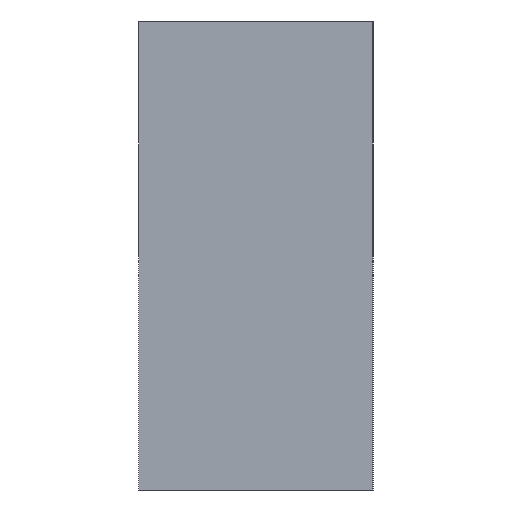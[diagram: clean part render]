
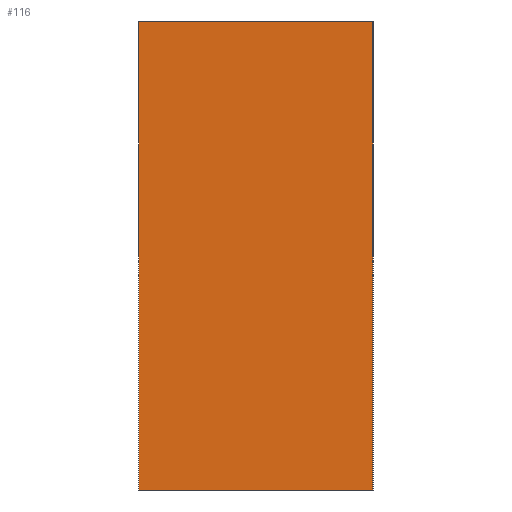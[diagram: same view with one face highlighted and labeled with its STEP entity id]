
A CAD part, front view. The second image highlights one B-rep face of the part: STEP entity #116.
In plain terms, the highlighted planar face has unit normal (0, -1, 0).
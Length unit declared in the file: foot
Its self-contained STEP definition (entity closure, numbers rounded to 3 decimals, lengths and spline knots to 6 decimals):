
#23=FACE_OUTER_BOUND('',#29,.T.);
#29=EDGE_LOOP('',(#88,#89,#90,#91));
#33=LINE('',#169,#45);
#38=LINE('',#180,#50);
#41=LINE('',#184,#53);
#42=LINE('',#186,#54);
#45=VECTOR('',#139,0.032808);
#50=VECTOR('',#146,0.032808);
#53=VECTOR('',#151,0.032808);
#54=VECTOR('',#154,0.032808);
#57=VERTEX_POINT('',#166);
#58=VERTEX_POINT('',#168);
#62=VERTEX_POINT('',#177);
#63=VERTEX_POINT('',#179);
#65=EDGE_CURVE('',#57,#58,#33,.T.);
#70=EDGE_CURVE('',#62,#63,#38,.T.);
#73=EDGE_CURVE('',#63,#57,#41,.T.);
#74=EDGE_CURVE('',#62,#58,#42,.T.);
#88=ORIENTED_EDGE('',*,*,#65,.F.);
#89=ORIENTED_EDGE('',*,*,#73,.F.);
#90=ORIENTED_EDGE('',*,*,#70,.F.);
#91=ORIENTED_EDGE('',*,*,#74,.T.);
#103=PLANE('',#128);
#116=ADVANCED_FACE('',(#23),#103,.T.);
#128=AXIS2_PLACEMENT_3D('',#185,#152,#153);
#139=DIRECTION('',(0.,0.,1.));
#146=DIRECTION('',(0.,0.,-1.));
#151=DIRECTION('',(-1.,0.,0.));
#152=DIRECTION('center_axis',(0.,-1.,0.));
#153=DIRECTION('ref_axis',(0.,0.,1.));
#154=DIRECTION('',(-1.,0.,0.));
#166=CARTESIAN_POINT('',(-21.219133,14.990688,0.));
#168=CARTESIAN_POINT('',(-21.219133,14.990688,10.));
#169=CARTESIAN_POINT('',(-21.219133,14.990688,0.));
#177=CARTESIAN_POINT('',(-16.219133,14.990688,10.));
#179=CARTESIAN_POINT('',(-16.219133,14.990688,0.));
#180=CARTESIAN_POINT('',(-16.219133,14.990688,10.));
#184=CARTESIAN_POINT('',(-16.219133,14.990688,0.));
#185=CARTESIAN_POINT('Origin',(-21.719527,14.990688,-1.000394));
#186=CARTESIAN_POINT('',(-16.219133,14.990688,10.));
